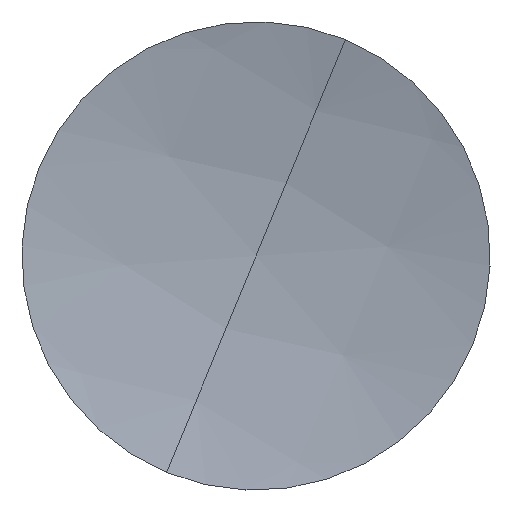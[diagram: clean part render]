
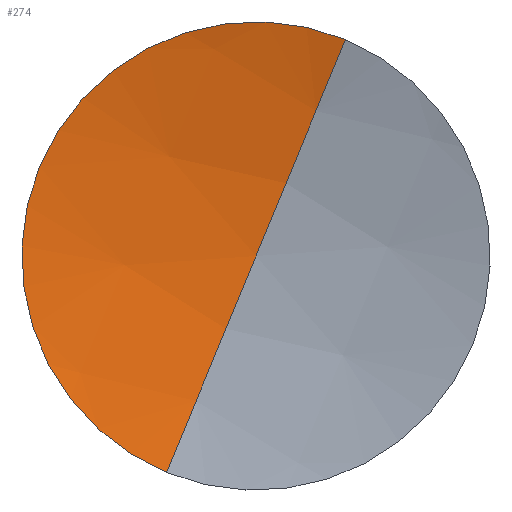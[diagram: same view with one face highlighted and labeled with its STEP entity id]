
A CAD part, left-side view. The second image highlights one B-rep face of the part: STEP entity #274.
In plain terms, the highlighted spherical face has radius 18.53 mm.
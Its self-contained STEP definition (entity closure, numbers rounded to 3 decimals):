
#3 = DIRECTION ( 'NONE',  ( 0., 0.924, 0.382 ) ) ;
#11 = CIRCLE ( 'NONE', #187, 18.53 ) ;
#16 = EDGE_CURVE ( 'NONE', #191, #204, #11, .T. ) ;
#18 = DIRECTION ( 'NONE',  ( 0., -0.924, -0.382 ) ) ;
#20 = DIRECTION ( 'NONE',  ( 0., 0.382, -0.924 ) ) ;
#46 = VERTEX_POINT ( 'NONE', #319 ) ;
#48 = CARTESIAN_POINT ( 'NONE',  ( 6.256, 0., 0. ) ) ;
#52 = CIRCLE ( 'NONE', #263, 18.53 ) ;
#72 = CARTESIAN_POINT ( 'NONE',  ( -12.274, 0., 0. ) ) ;
#83 = AXIS2_PLACEMENT_3D ( 'NONE', #334, #151, #18 ) ;
#93 = CARTESIAN_POINT ( 'NONE',  ( -12.274, 0., 0. ) ) ;
#94 = DIRECTION ( 'NONE',  ( 0., -0.924, -0.382 ) ) ;
#97 = CARTESIAN_POINT ( 'NONE',  ( 5.741, 0., 0. ) ) ;
#99 = VERTEX_POINT ( 'NONE', #111 ) ;
#111 = CARTESIAN_POINT ( 'NONE',  ( 5.741, 4.01, 1.657 ) ) ;
#113 = DIRECTION ( 'NONE',  ( 0., -0.382, 0.924 ) ) ;
#127 = AXIS2_PLACEMENT_3D ( 'NONE', #93, #94, #155 ) ;
#136 = ORIENTED_EDGE ( 'NONE', *, *, #303, .F. ) ;
#151 = DIRECTION ( 'NONE',  ( 1., 0., 0. ) ) ;
#155 = DIRECTION ( 'NONE',  ( 0., -0.382, 0.924 ) ) ;
#157 = DIRECTION ( 'NONE',  ( 0., -0.924, -0.382 ) ) ;
#184 = FACE_OUTER_BOUND ( 'NONE', #382, .T. ) ;
#187 = AXIS2_PLACEMENT_3D ( 'NONE', #72, #3, #113 ) ;
#190 = SPHERICAL_SURFACE ( 'NONE', #127, 18.53 ) ;
#191 = VERTEX_POINT ( 'NONE', #248 ) ;
#204 = VERTEX_POINT ( 'NONE', #48 ) ;
#229 = CARTESIAN_POINT ( 'NONE',  ( -12.274, 0., 0. ) ) ;
#230 = AXIS2_PLACEMENT_3D ( 'NONE', #97, #231, #157 ) ;
#231 = DIRECTION ( 'NONE',  ( 1., 0., 0. ) ) ;
#248 = CARTESIAN_POINT ( 'NONE',  ( 5.741, -1.657, 4.01 ) ) ;
#255 = EDGE_CURVE ( 'NONE', #46, #204, #52, .T. ) ;
#258 = ORIENTED_EDGE ( 'NONE', *, *, #16, .F. ) ;
#263 = AXIS2_PLACEMENT_3D ( 'NONE', #229, #337, #20 ) ;
#274 = ADVANCED_FACE ( 'NONE', ( #184 ), #190, .F. ) ;
#303 = EDGE_CURVE ( 'NONE', #46, #99, #316, .T. ) ;
#308 = CIRCLE ( 'NONE', #230, 4.338 ) ;
#316 = CIRCLE ( 'NONE', #83, 4.338 ) ;
#319 = CARTESIAN_POINT ( 'NONE',  ( 5.741, 1.657, -4.01 ) ) ;
#334 = CARTESIAN_POINT ( 'NONE',  ( 5.741, 0., 0. ) ) ;
#337 = DIRECTION ( 'NONE',  ( 0., -0.924, -0.382 ) ) ;
#348 = ORIENTED_EDGE ( 'NONE', *, *, #412, .F. ) ;
#382 = EDGE_LOOP ( 'NONE', ( #136, #386, #258, #348 ) ) ;
#386 = ORIENTED_EDGE ( 'NONE', *, *, #255, .T. ) ;
#412 = EDGE_CURVE ( 'NONE', #99, #191, #308, .T. ) ;
